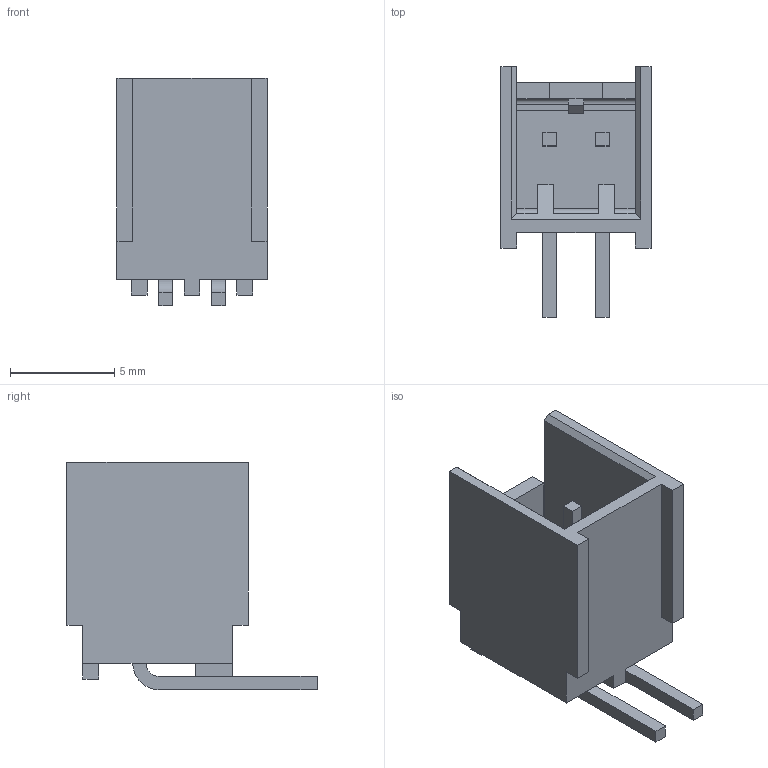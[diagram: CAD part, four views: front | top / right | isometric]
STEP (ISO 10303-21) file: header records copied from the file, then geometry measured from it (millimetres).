
FILE_DESCRIPTION((''),'2;1');
FILE_NAME('C-2-644803-2','2013-12-31T',('workeradm'),('Tyco Electronics Ltd.'),'PRO/ENGINEER BY PARAMETRIC TECHNOLOGY CORPORATION, 2013050','PRO/ENGINEER BY PARAMETRIC TECHNOLOGY CORPORATION, 2013050','');
FILE_SCHEMA(('AUTOMOTIVE_DESIGN { 1 0 10303 214 1 1 1 1 }'));
Length unit declared in the file: millimetre
Products named in the file (1): C-2-644803-2
Bounding box: 7.21 x 12.01 x 10.92 mm (x, y, z)
Volume: 275.8 mm3; surface area: 694.3 mm2
Topology: 1 solids, 1 shells, 91 faces, 248 edges, 164 vertices
Faces by surface type: plane 83, cylinder 8
Entity records: 3002 total; most frequent: CARTESIAN_POINT 505, ORIENTED_EDGE 496, DIRECTION 446, EDGE_CURVE 248, VECTOR 232, LINE 232, VERTEX_POINT 164, COLOUR_RGB 126
